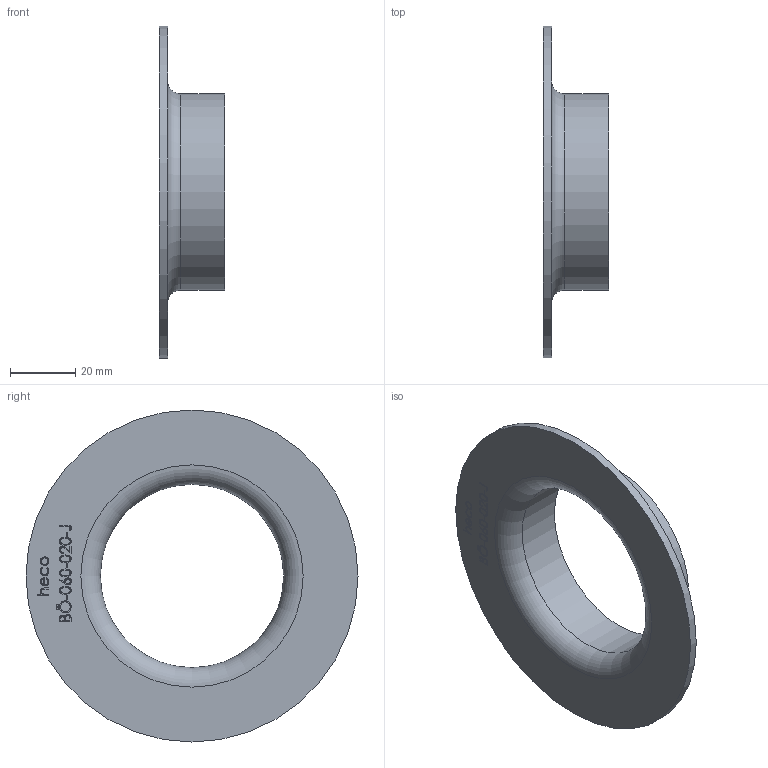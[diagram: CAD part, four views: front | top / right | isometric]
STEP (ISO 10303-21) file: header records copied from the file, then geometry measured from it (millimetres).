
FILE_DESCRIPTION (( 'STEP AP214' ), '1' );
FILE_NAME ('BÖ-060-020-J Vorschweissbördel heco.STEP', '2015-05-12T09:36:30', ( 'test' ), ( '' ), 'SwSTEP 2.0', 'SolidWorks 2011', '' );
FILE_SCHEMA (( 'AUTOMOTIVE_DESIGN' ));
Length unit declared in the file: millimetre
Products named in the file (1): BÖ-060-020-J Vorschweissbördel heco
Bounding box: 20 x 102 x 102 mm (x, y, z)
Volume: 19840 mm3; surface area: 18341.6 mm2
Topology: 1 solids, 1 shells, 199 faces, 503 edges, 335 vertices
Faces by surface type: bspline 116, plane 78, cylinder 3, torus 2
Full cylindrical faces by diameter (mm): 56.3 x1, 60.3 x1, 102 x1
Entity records: 15138 total; most frequent: CARTESIAN_POINT 8931, ORIENTED_EDGE 994, EDGE_CURVE 497, DIRECTION 441, VERTEX_POINT 334, LINE 257, VECTOR 257, EDGE_LOOP 235
